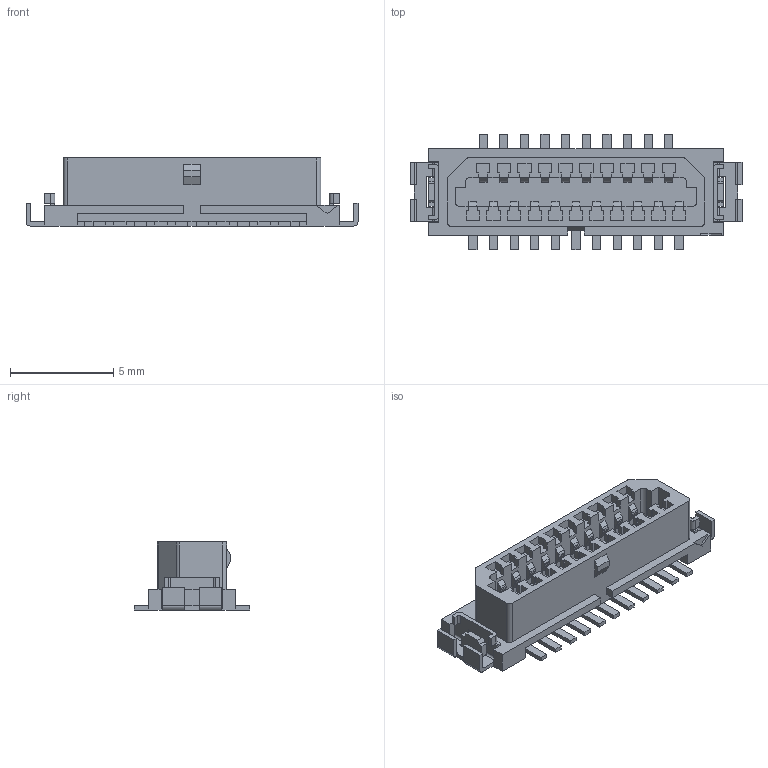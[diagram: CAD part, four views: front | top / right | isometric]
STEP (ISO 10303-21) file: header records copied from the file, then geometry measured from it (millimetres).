
FILE_DESCRIPTION(('OneSpaceDesigner STEP Export'),'2;1');
FILE_NAME('DF9B-21S-1V.stp','2008-04-04T11:24:18',(''),(''),'OneSpace Designer STEP processor for AP203 (Solid Model)','OneSpace Designer 13.00 26-Oct-2004 (C) CoCreate Software GmbH','');
FILE_SCHEMA(('CONFIG_CONTROL_DESIGN'));
Length unit declared in the file: millimetre
Products named in the file (2): p1.1; DF9B-21S-1V.stp
Assembly tree (1 placements, depth 2):
  DF9B-21S-1V.stp
    p1.1
Bounding box: 16.1 x 5.6 x 3.3 mm (x, y, z)
Volume: 109.1 mm3; surface area: 386.1 mm2
Topology: 1 solids, 1 shells, 753 faces, 2086 edges, 1352 vertices
Faces by surface type: plane 629, cylinder 124
Entity records: 23613 total; most frequent: ORIENTED_EDGE 4180, CARTESIAN_POINT 4124, DIRECTION 3798, EDGE_CURVE 2086, VECTOR 1746, LINE 1746, VERTEX_POINT 1352, AXIS2_PLACEMENT_3D 1026
